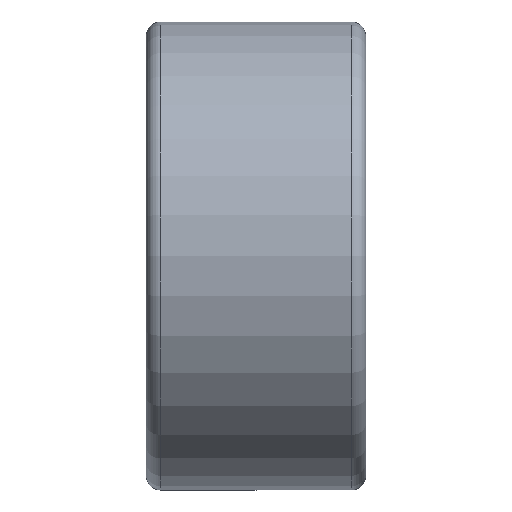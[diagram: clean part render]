
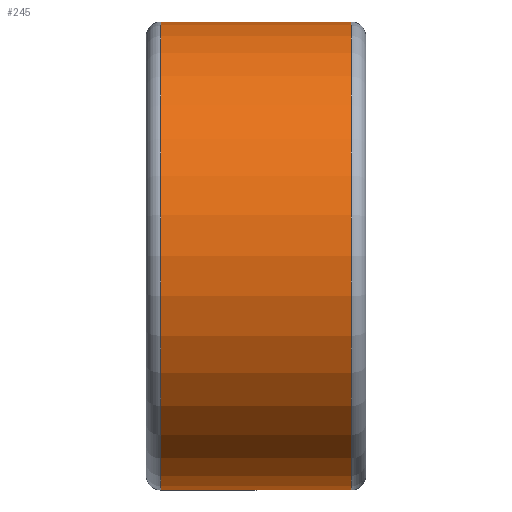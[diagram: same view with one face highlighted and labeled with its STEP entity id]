
A CAD part, top view. The second image highlights one B-rep face of the part: STEP entity #245.
In plain terms, the highlighted cylindrical face has radius 205.74 mm (diameter 411.48 mm), a partial arc.
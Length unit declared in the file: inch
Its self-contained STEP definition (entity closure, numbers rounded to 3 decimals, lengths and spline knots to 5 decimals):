
#26 = CARTESIAN_POINT ( 'NONE',  ( 3.55376, -8.1, 0. ) ) ;
#33 = AXIS2_PLACEMENT_3D ( 'NONE', #53, #222, #236 ) ;
#42 = LINE ( 'NONE', #223, #262 ) ;
#53 = CARTESIAN_POINT ( 'NONE',  ( 1.45617, 0., 0. ) ) ;
#54 = VERTEX_POINT ( 'NONE', #399 ) ;
#59 = DIRECTION ( 'NONE',  ( 1., 0., 0. ) ) ;
#63 = ORIENTED_EDGE ( 'NONE', *, *, #377, .F. ) ;
#89 = CARTESIAN_POINT ( 'NONE',  ( -3.04624, -8.1, 0. ) ) ;
#95 = EDGE_CURVE ( 'NONE', #233, #585, #42, .T. ) ;
#107 = CARTESIAN_POINT ( 'NONE',  ( -3.04624, 0., 0. ) ) ;
#128 = CARTESIAN_POINT ( 'NONE',  ( 3.55376, 0., 0. ) ) ;
#154 = LINE ( 'NONE', #584, #263 ) ;
#170 = DIRECTION ( 'NONE',  ( 1., 0., 0. ) ) ;
#193 = DIRECTION ( 'NONE',  ( 0., 1., 0. ) ) ;
#215 = DIRECTION ( 'NONE',  ( 1., 0., 0. ) ) ;
#222 = DIRECTION ( 'NONE',  ( 1., 0., 0. ) ) ;
#223 = CARTESIAN_POINT ( 'NONE',  ( 1.45617, -8.1, 0. ) ) ;
#233 = VERTEX_POINT ( 'NONE', #89 ) ;
#236 = DIRECTION ( 'NONE',  ( 0., 1., 0. ) ) ;
#244 = CIRCLE ( 'NONE', #430, 8.1 ) ;
#245 = ADVANCED_FACE ( 'NONE', ( #332 ), #441, .T. ) ;
#262 = VECTOR ( 'NONE', #170, 39.37008 ) ;
#263 = VECTOR ( 'NONE', #383, 39.37008 ) ;
#279 = VERTEX_POINT ( 'NONE', #291 ) ;
#291 = CARTESIAN_POINT ( 'NONE',  ( 3.55376, 8.1, 0. ) ) ;
#308 = EDGE_CURVE ( 'NONE', #54, #233, #244, .T. ) ;
#322 = ORIENTED_EDGE ( 'NONE', *, *, #488, .F. ) ;
#332 = FACE_OUTER_BOUND ( 'NONE', #575, .T. ) ;
#348 = CIRCLE ( 'NONE', #594, 8.1 ) ;
#368 = DIRECTION ( 'NONE',  ( 0., 1., 0. ) ) ;
#377 = EDGE_CURVE ( 'NONE', #54, #279, #154, .T. ) ;
#383 = DIRECTION ( 'NONE',  ( 1., 0., 0. ) ) ;
#399 = CARTESIAN_POINT ( 'NONE',  ( -3.04624, 8.1, 0. ) ) ;
#430 = AXIS2_PLACEMENT_3D ( 'NONE', #107, #59, #193 ) ;
#441 = CYLINDRICAL_SURFACE ( 'NONE', #33, 8.1 ) ;
#450 = ORIENTED_EDGE ( 'NONE', *, *, #308, .T. ) ;
#479 = ORIENTED_EDGE ( 'NONE', *, *, #95, .T. ) ;
#488 = EDGE_CURVE ( 'NONE', #279, #585, #348, .T. ) ;
#575 = EDGE_LOOP ( 'NONE', ( #450, #479, #322, #63 ) ) ;
#584 = CARTESIAN_POINT ( 'NONE',  ( 1.45617, 8.1, 0. ) ) ;
#585 = VERTEX_POINT ( 'NONE', #26 ) ;
#594 = AXIS2_PLACEMENT_3D ( 'NONE', #128, #215, #368 ) ;
